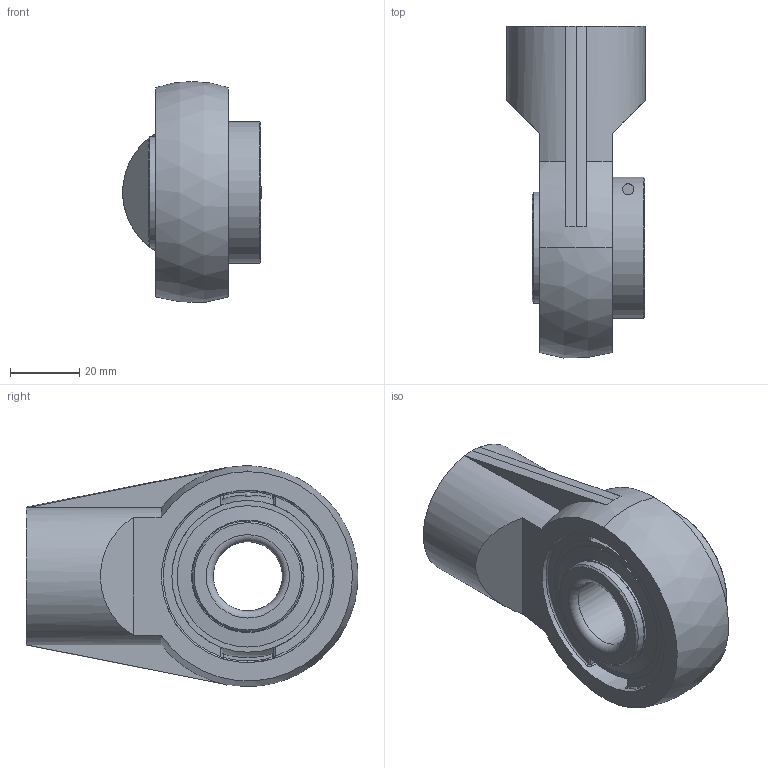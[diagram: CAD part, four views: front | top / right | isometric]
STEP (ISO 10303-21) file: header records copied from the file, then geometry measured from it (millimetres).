
FILE_DESCRIPTION(('HOOPS Exchange Step'),'2;1');
FILE_NAME('export-9D7EB80A-088E-4033-85B7-1354BFD81279.stp','2020-05-21T14:59:10-07:00',('dkerr'),('Alibre'),'HOOPS Exchange 2020.0','Alibre','Unknown authorisation');
FILE_SCHEMA( ('AP242_MANAGED_MODEL_BASED_3D_ENGINEERING_MIM_LF {1 0 10303 442 1 1 4 }') );
Length unit declared in the file: inch
Products named in the file (8): MRN SHAM L4L 204; MRN SUE 204 L4L (20mm) (Race); MRN SUE 204 L4L (Ball); MRN SUE 204 L4L (Shield); MRN SUE 204 L4L (Lock Ring); MRN SUE 204 L4L (Bolt); MRN SUE 204 L4L (20mm); MRN SUESHAM 204 L4L (20mm)
Assembly tree (7 placements, depth 3):
  MRN SUESHAM 204 L4L (20mm)
    MRN SHAM L4L 204
    MRN SUE 204 L4L (20mm)
      MRN SUE 204 L4L (20mm) (Race)
      MRN SUE 204 L4L (Ball)
      MRN SUE 204 L4L (Shield)
      MRN SUE 204 L4L (Lock Ring)
      MRN SUE 204 L4L (Bolt)
Bounding box: 39.94 x 95.8 x 63.8 mm (x, y, z)
Volume: 90300.9 mm3; surface area: 36406.9 mm2
Topology: 15 solids, 15 shells, 192 faces, 530 edges, 350 vertices
Faces by surface type: plane 63, cylinder 50, cone 35, torus 23, sphere 17, bspline 4
Full cylindrical faces by diameter (mm): 3.242 x2, 4 x1, 7 x1, 19.05 x1, 20 x1, 32 x4, 32.508 x2, 40 x2, 40.792 x2, 49.818 x1, 54.25 x1
Entity records: 9891 total; most frequent: CARTESIAN_POINT 4809, DIRECTION 1073, ORIENTED_EDGE 1012, EDGE_CURVE 506, AXIS2_PLACEMENT_3D 456, VERTEX_POINT 350, CIRCLE 243, EDGE_LOOP 212
